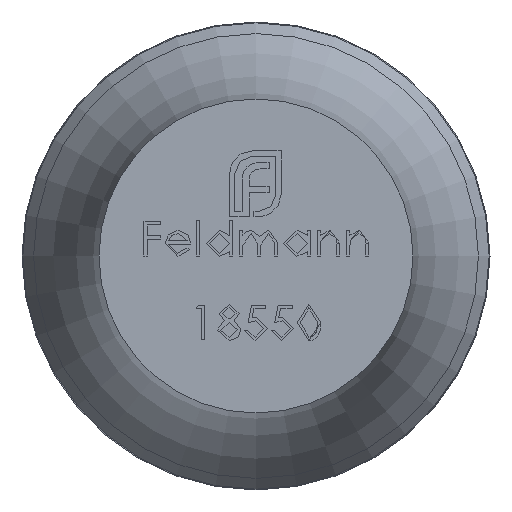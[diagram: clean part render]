
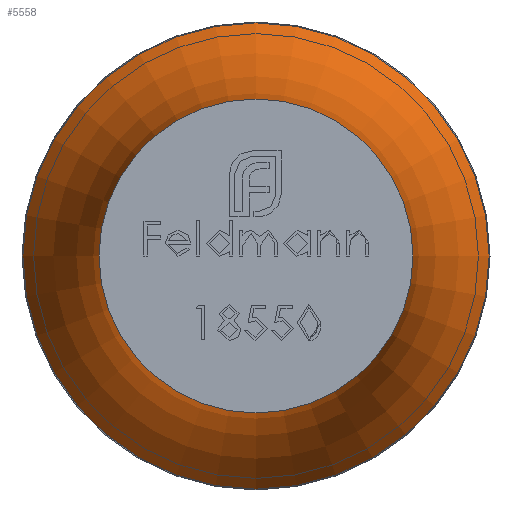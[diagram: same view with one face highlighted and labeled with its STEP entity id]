
A CAD part, front view. The second image highlights one B-rep face of the part: STEP entity #5558.
In plain terms, the highlighted toroidal (fillet/blend) face has major radius 22.042 mm and minor radius 16.042 mm.
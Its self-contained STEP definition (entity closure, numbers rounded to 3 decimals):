
#95 = VERTEX_POINT ( 'NONE', #5723 ) ;
#309 = EDGE_CURVE ( 'NONE', #3079, #3079, #11777, .T. ) ;
#681 = EDGE_LOOP ( 'NONE', ( #11634 ) ) ;
#2596 = CARTESIAN_POINT ( 'NONE',  ( 0., 1190., 0. ) ) ;
#2764 = DIRECTION ( 'NONE',  ( 0., 0., 1. ) ) ;
#2807 = CARTESIAN_POINT ( 'NONE',  ( 0., 1190., 6. ) ) ;
#3079 = VERTEX_POINT ( 'NONE', #2807 ) ;
#4717 = CARTESIAN_POINT ( 'NONE',  ( 0., 1190., 0. ) ) ;
#4766 = DIRECTION ( 'NONE',  ( 0., 0., -1. ) ) ;
#5087 = TOROIDAL_SURFACE ( 'NONE', #12050, 22.042, 16.042 ) ;
#5390 = FACE_OUTER_BOUND ( 'NONE', #7950, .T. ) ;
#5558 = ADVANCED_FACE ( 'NONE', ( #5390, #11711 ), #5087, .F. ) ;
#5575 = EDGE_CURVE ( 'NONE', #95, #95, #11087, .T. ) ;
#5723 = CARTESIAN_POINT ( 'NONE',  ( 0., 1199.213, -8.909 ) ) ;
#6454 = DIRECTION ( 'NONE',  ( 0., 1., 0. ) ) ;
#7673 = DIRECTION ( 'NONE',  ( 0., 0., -1. ) ) ;
#7950 = EDGE_LOOP ( 'NONE', ( #10724 ) ) ;
#8548 = CARTESIAN_POINT ( 'NONE',  ( 0., 1199.213, 0. ) ) ;
#8596 = DIRECTION ( 'NONE',  ( 0., -1., 0. ) ) ;
#10496 = DIRECTION ( 'NONE',  ( 0., -1., 0. ) ) ;
#10724 = ORIENTED_EDGE ( 'NONE', *, *, #5575, .T. ) ;
#10765 = AXIS2_PLACEMENT_3D ( 'NONE', #2596, #6454, #2764 ) ;
#11087 = CIRCLE ( 'NONE', #11175, 8.909 ) ;
#11175 = AXIS2_PLACEMENT_3D ( 'NONE', #8548, #8596, #7673 ) ;
#11634 = ORIENTED_EDGE ( 'NONE', *, *, #309, .T. ) ;
#11711 = FACE_OUTER_BOUND ( 'NONE', #681, .T. ) ;
#11777 = CIRCLE ( 'NONE', #10765, 6. ) ;
#12050 = AXIS2_PLACEMENT_3D ( 'NONE', #4717, #10496, #4766 ) ;
